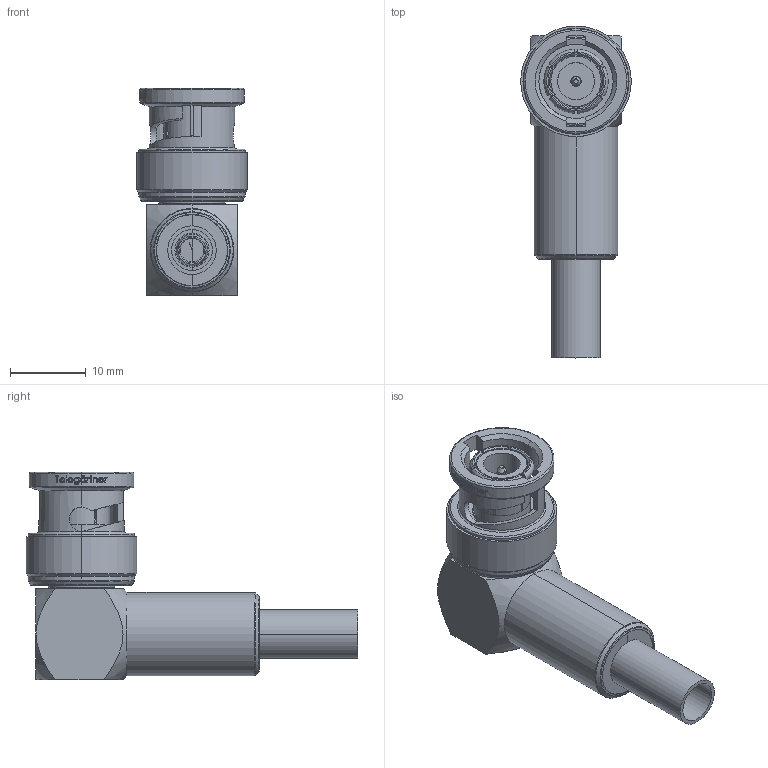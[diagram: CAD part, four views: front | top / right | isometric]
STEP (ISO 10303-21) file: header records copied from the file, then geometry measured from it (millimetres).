
FILE_DESCRIPTION (( 'STEP AP214' ), '1' );
FILE_NAME ('J01000A0024.STEP', '2017-06-13T13:16:01', ( '' ), ( '' ), 'SwSTEP 2.0', 'SolidWorks 2015', '' );
FILE_SCHEMA (( 'AUTOMOTIVE_DESIGN' ));
Length unit declared in the file: millimetre
Products named in the file (1): J01000A0024
Bounding box: 14.6 x 43.8 x 27.35 mm (x, y, z)
Volume: 5070.2 mm3; surface area: 3657.6 mm2
Topology: 2 solids, 2 shells, 362 faces, 925 edges, 590 vertices
Faces by surface type: plane 126, cylinder 84, bspline 78, cone 54, torus 20
Entity records: 17832 total; most frequent: CARTESIAN_POINT 5836, ORIENTED_EDGE 1846, DIRECTION 1480, EDGE_CURVE 923, VERTEX_POINT 590, AXIS2_PLACEMENT_3D 535, VECTOR 410, LINE 410
